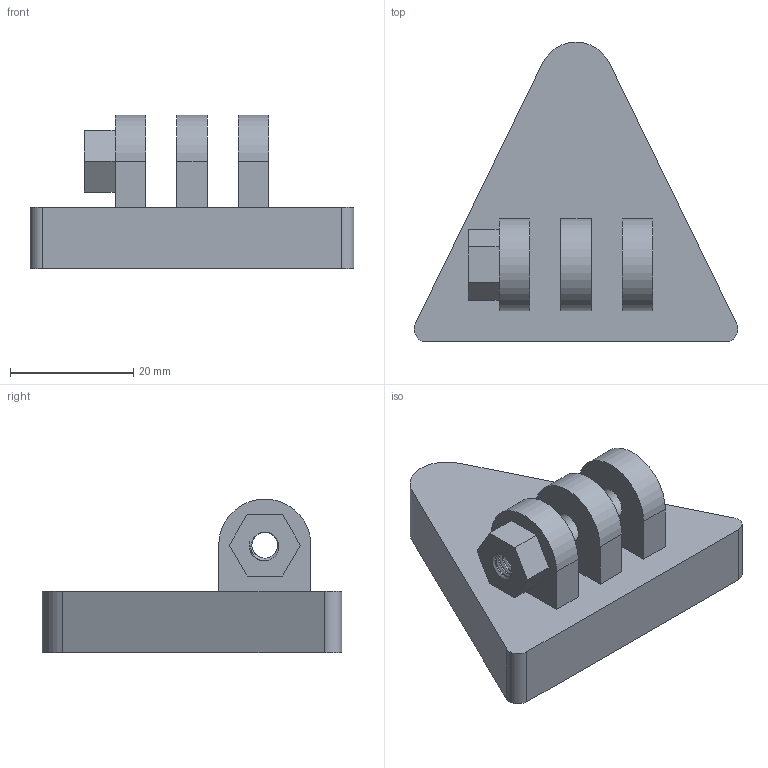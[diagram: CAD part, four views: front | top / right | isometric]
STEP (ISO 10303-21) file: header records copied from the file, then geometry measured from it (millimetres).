
FILE_DESCRIPTION(/* description */ (''),/* implementation_level */ '2;1');
FILE_NAME(/* name */ 'f3d7723e-b182-4bb9-964a-a1dd0facdf6a.stp',/* time_stamp */ '2023-04-17T20:37:46Z',/* author */ (''),/* organization */ (''),/* preprocessor_version */ 'ST-DEVELOPER v19.2',/* originating_system */ 'Autodesk Translation Framework v12.4.0.73',/* authorisation */ '');
FILE_SCHEMA (('AUTOMOTIVE_DESIGN { 1 0 10303 214 3 1 1 }'));
Length unit declared in the file: millimetre
Products named in the file (1): SpecialMount
Bounding box: 52.59 x 48.67 x 25 mm (x, y, z)
Volume: 18205.5 mm3; surface area: 6685.5 mm2
Topology: 1 solids, 1 shells, 61 faces, 165 edges, 110 vertices
Faces by surface type: cylinder 35, plane 24, bspline 2
Full cylindrical faces by diameter (mm): 4.234 x8, 5 x2, 5.12 x2
Entity records: 3638 total; most frequent: CARTESIAN_POINT 2153, ORIENTED_EDGE 330, DIRECTION 247, EDGE_CURVE 165, VERTEX_POINT 110, LINE 87, VECTOR 87, AXIS2_PLACEMENT_3D 80
